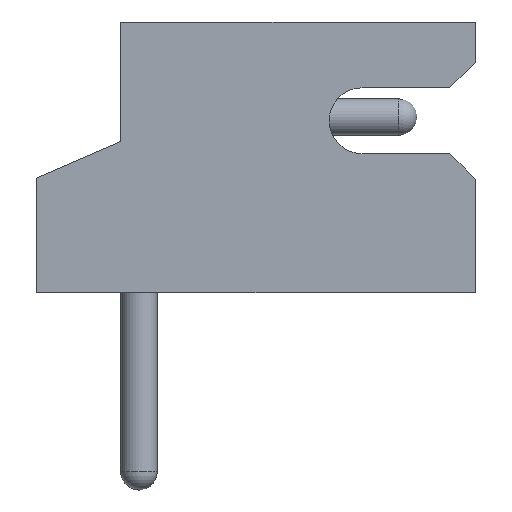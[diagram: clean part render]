
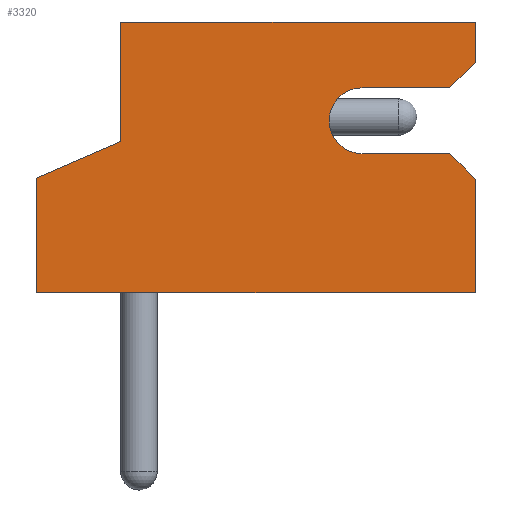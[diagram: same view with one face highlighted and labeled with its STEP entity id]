
A CAD part, front view. The second image highlights one B-rep face of the part: STEP entity #3320.
In plain terms, the highlighted planar face has unit normal (0, -1, 0).
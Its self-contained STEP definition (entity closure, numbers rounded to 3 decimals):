
#133=PLANE('',#3646);
#336=FACE_OUTER_BOUND('',#519,.T.);
#519=EDGE_LOOP('',(#2972,#2973,#2974,#2975,#2976,#2977,#2978,#2979,#2980,
#2981,#2982,#2983));
#682=LINE('',#5182,#1013);
#691=LINE('',#5196,#1022);
#785=LINE('',#5384,#1116);
#797=LINE('',#5408,#1128);
#801=LINE('',#5416,#1132);
#803=LINE('',#5419,#1134);
#841=LINE('',#5502,#1172);
#849=LINE('',#5515,#1180);
#855=LINE('',#5529,#1186);
#858=LINE('',#5535,#1189);
#860=LINE('',#5541,#1191);
#1013=VECTOR('',#4248,10.);
#1022=VECTOR('',#4265,10.);
#1116=VECTOR('',#4443,10.);
#1128=VECTOR('',#4457,10.);
#1132=VECTOR('',#4465,10.);
#1134=VECTOR('',#4469,10.);
#1172=VECTOR('',#4539,10.);
#1180=VECTOR('',#4553,10.);
#1186=VECTOR('',#4563,10.);
#1189=VECTOR('',#4568,10.);
#1191=VECTOR('',#4578,10.);
#1334=CIRCLE('',#3645,0.45);
#1547=VERTEX_POINT('',#5179);
#1548=VERTEX_POINT('',#5181);
#1549=VERTEX_POINT('',#5195);
#1600=VERTEX_POINT('',#5381);
#1601=VERTEX_POINT('',#5383);
#1612=VERTEX_POINT('',#5407);
#1614=VERTEX_POINT('',#5415);
#1642=VERTEX_POINT('',#5499);
#1643=VERTEX_POINT('',#5501);
#1650=VERTEX_POINT('',#5526);
#1651=VERTEX_POINT('',#5528);
#1653=VERTEX_POINT('',#5534);
#1931=EDGE_CURVE('',#1547,#1548,#682,.T.);
#1940=EDGE_CURVE('',#1549,#1548,#691,.T.);
#2034=EDGE_CURVE('',#1600,#1601,#785,.T.);
#2046=EDGE_CURVE('',#1612,#1549,#797,.T.);
#2050=EDGE_CURVE('',#1614,#1612,#801,.T.);
#2052=EDGE_CURVE('',#1600,#1614,#803,.T.);
#2092=EDGE_CURVE('',#1643,#1642,#841,.T.);
#2100=EDGE_CURVE('',#1547,#1643,#849,.T.);
#2106=EDGE_CURVE('',#1651,#1650,#855,.T.);
#2109=EDGE_CURVE('',#1653,#1651,#858,.T.);
#2112=EDGE_CURVE('',#1642,#1653,#1334,.T.);
#2113=EDGE_CURVE('',#1601,#1650,#860,.T.);
#2972=ORIENTED_EDGE('',*,*,#2100,.T.);
#2973=ORIENTED_EDGE('',*,*,#2092,.T.);
#2974=ORIENTED_EDGE('',*,*,#2112,.T.);
#2975=ORIENTED_EDGE('',*,*,#2109,.T.);
#2976=ORIENTED_EDGE('',*,*,#2106,.T.);
#2977=ORIENTED_EDGE('',*,*,#2113,.F.);
#2978=ORIENTED_EDGE('',*,*,#2034,.F.);
#2979=ORIENTED_EDGE('',*,*,#2052,.T.);
#2980=ORIENTED_EDGE('',*,*,#2050,.T.);
#2981=ORIENTED_EDGE('',*,*,#2046,.T.);
#2982=ORIENTED_EDGE('',*,*,#1940,.T.);
#2983=ORIENTED_EDGE('',*,*,#1931,.F.);
#3320=ADVANCED_FACE('',(#336),#133,.T.);
#3645=AXIS2_PLACEMENT_3D('',#5539,#4574,#4575);
#3646=AXIS2_PLACEMENT_3D('',#5540,#4576,#4577);
#4248=DIRECTION('',(0.,0.,-1.));
#4265=DIRECTION('',(1.,0.,0.));
#4443=DIRECTION('',(1.,0.,0.));
#4457=DIRECTION('',(0.,0.,-1.));
#4465=DIRECTION('',(-0.917,0.,-0.399));
#4469=DIRECTION('',(0.,0.,-1.));
#4539=DIRECTION('',(-1.,0.,0.));
#4553=DIRECTION('',(-0.707,0.,0.707));
#4563=DIRECTION('',(0.707,0.,0.707));
#4568=DIRECTION('',(1.,0.,0.));
#4574=DIRECTION('center_axis',(0.,1.,0.));
#4575=DIRECTION('ref_axis',(0.,0.,1.));
#4576=DIRECTION('center_axis',(0.,-1.,0.));
#4577=DIRECTION('ref_axis',(0.,0.,-1.));
#4578=DIRECTION('',(0.,0.,-1.));
#5179=CARTESIAN_POINT('',(4.6,-1.5,1.55));
#5181=CARTESIAN_POINT('',(4.6,-1.5,0.));
#5182=CARTESIAN_POINT('',(4.6,-1.5,3.7));
#5195=CARTESIAN_POINT('',(-1.4,-1.5,0.));
#5196=CARTESIAN_POINT('',(0.,-1.5,0.));
#5381=CARTESIAN_POINT('',(-0.25,-1.5,3.7));
#5383=CARTESIAN_POINT('',(4.6,-1.5,3.7));
#5384=CARTESIAN_POINT('',(0.,-1.5,3.7));
#5407=CARTESIAN_POINT('',(-1.4,-1.5,1.565));
#5408=CARTESIAN_POINT('',(-1.4,-1.5,3.7));
#5415=CARTESIAN_POINT('',(-0.25,-1.5,2.065));
#5416=CARTESIAN_POINT('',(-0.25,-1.5,2.065));
#5419=CARTESIAN_POINT('',(-0.25,-1.5,3.7));
#5499=CARTESIAN_POINT('',(3.05,-1.5,1.9));
#5501=CARTESIAN_POINT('',(4.25,-1.5,1.9));
#5502=CARTESIAN_POINT('',(2.125,-1.5,1.9));
#5515=CARTESIAN_POINT('',(2.913,-1.5,3.238));
#5526=CARTESIAN_POINT('',(4.6,-1.5,3.15));
#5528=CARTESIAN_POINT('',(4.25,-1.5,2.8));
#5529=CARTESIAN_POINT('',(3.413,-1.5,1.963));
#5534=CARTESIAN_POINT('',(3.05,-1.5,2.8));
#5535=CARTESIAN_POINT('',(1.525,-1.5,2.8));
#5539=CARTESIAN_POINT('Origin',(3.05,-1.5,2.35));
#5540=CARTESIAN_POINT('Origin',(0.,-1.5,3.7));
#5541=CARTESIAN_POINT('',(4.6,-1.5,3.7));
